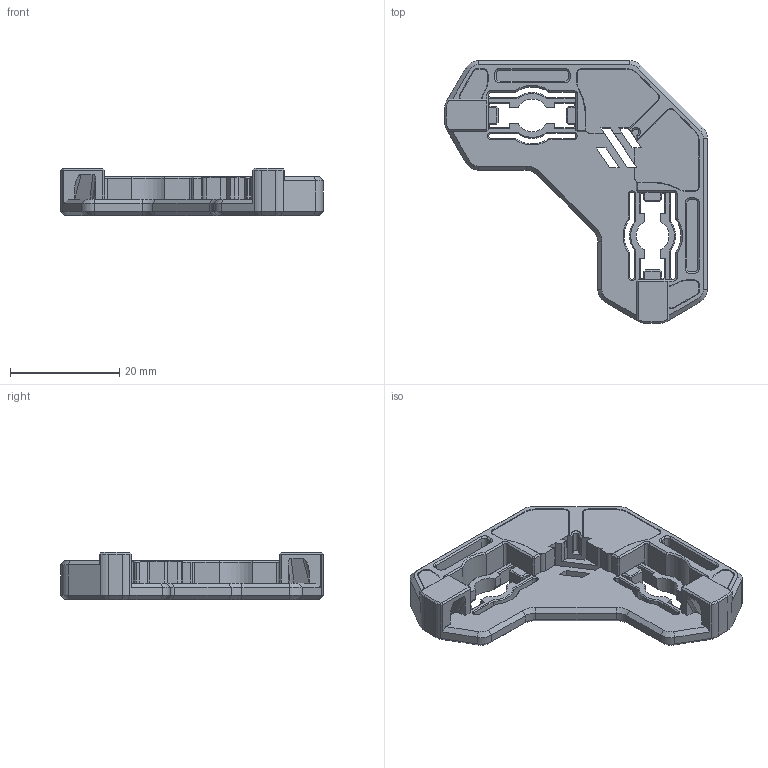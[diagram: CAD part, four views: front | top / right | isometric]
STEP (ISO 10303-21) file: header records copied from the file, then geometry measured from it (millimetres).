
FILE_DESCRIPTION(/* description */ (''),/* implementation_level */ '2;1');
FILE_NAME(/* name */ 'Corner Lock 4mm.step',/* time_stamp */ '2023-03-16T05:42:01-05:00',/* author */ (''),/* organization */ (''),/* preprocessor_version */ 'ST-DEVELOPER v19.2',/* originating_system */ 'Autodesk Translation Framework v11.17.0.187',/* authorisation */ '');
FILE_SCHEMA (('AUTOMOTIVE_DESIGN { 1 0 10303 214 3 1 1 }'));
Length unit declared in the file: millimetre
Products named in the file (1): corner_lock_body_4
Bounding box: 48 x 48 x 8.6 mm (x, y, z)
Volume: 6350 mm3; surface area: 4824.2 mm2
Topology: 1 solids, 1 shells, 445 faces, 1148 edges, 705 vertices
Faces by surface type: plane 284, cone 83, cylinder 66, bspline 12
Full cylindrical faces by diameter (mm): 1.5 x4
Entity records: 13985 total; most frequent: CARTESIAN_POINT 3050, ORIENTED_EDGE 2296, DIRECTION 2253, EDGE_CURVE 1148, LINE 823, VECTOR 823, AXIS2_PLACEMENT_3D 715, VERTEX_POINT 705
